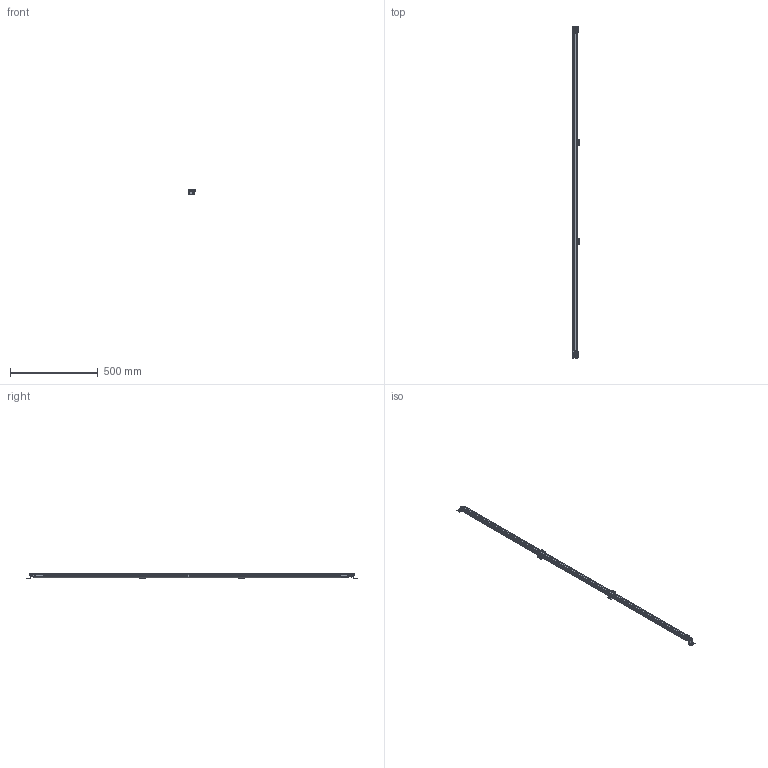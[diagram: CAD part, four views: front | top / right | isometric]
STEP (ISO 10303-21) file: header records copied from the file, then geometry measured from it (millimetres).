
FILE_DESCRIPTION((''),'2;1');
FILE_NAME('141898_SM01_ASM','2025-07-09T10:33:12',('banengservice'),('BANNER ENGINEERING'),'CREO PARAMETRIC BY PTC INC, 2022414','CREO PARAMETRIC BY PTC INC, 2022414','');
FILE_SCHEMA(('CONFIG_CONTROL_DESIGN'));
Products named in the file (6): 141898_EP01; EZS_OUTER_BRACKET_EP01; EZS_SIDE_BRACKET_EP01; EZS_SIDE_BRACKET_EP02; EZS_SIDE_BRACKET_SM01_ASM; 141898_SM01_ASM
Assembly tree (7 placements, depth 3):
  141898_SM01_ASM
    141898_EP01
    EZS_OUTER_BRACKET_EP01  x2
    EZS_SIDE_BRACKET_SM01_ASM  x2
      EZS_SIDE_BRACKET_EP01
      EZS_SIDE_BRACKET_EP02
Bounding box: 41.2 x 1886.7 x 32.93 mm (x, y, z)
Volume: 1131340.9 mm3; surface area: 266870.4 mm2
Topology: 7 solids, 7 shells, 2995 faces, 8613 edges, 5446 vertices
Faces by surface type: plane 1268, cylinder 1029, bspline 373, torus 223, cone 53, sphere 49
Entity records: 268151 total; most frequent: CARTESIAN_POINT 206542, ORIENTED_EDGE 14162, DIRECTION 11279, EDGE_CURVE 7081, VERTEX_POINT 4483, VECTOR 4003, LINE 4003, AXIS2_PLACEMENT_3D 3638
